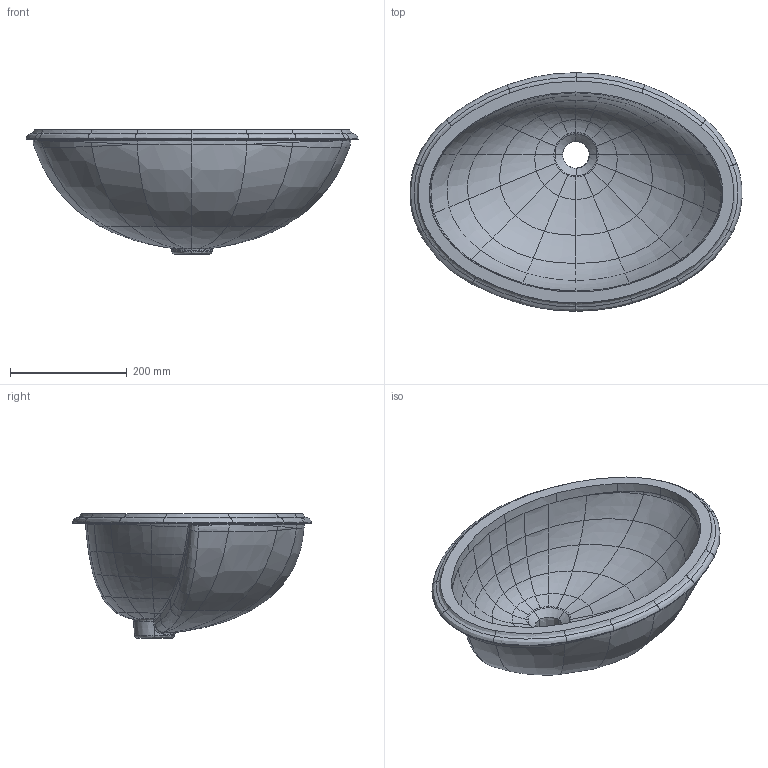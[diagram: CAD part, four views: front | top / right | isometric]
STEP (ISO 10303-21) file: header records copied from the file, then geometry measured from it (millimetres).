
FILE_DESCRIPTION(/* description */ (''),/* implementation_level */ '2;1');
FILE_NAME(/* name */ '614700_Evana_EB_50x35.stp',/* time_stamp */ '2018-07-05T08:50:28+02:00',/* author */ (''),/* organization */ (''),/* preprocessor_version */ 'ST-DEVELOPER v16',/* originating_system */ 'SIEMENS PLM Software NX 10.0',/* authorisation */ '');
FILE_SCHEMA (('AUTOMOTIVE_DESIGN { 1 0 10303 214 3 1 1 1 }'));
Length unit declared in the file: millimetre
Products named in the file (1): Sier1A5CCE26dr3b
Bounding box: 567.55 x 408 x 212.25 mm (x, y, z)
Volume: 6312795.9 mm3; surface area: 602923.5 mm2
Topology: 1 solids, 1 shells, 433 faces, 1120 edges, 687 vertices
Faces by surface type: bspline 386, plane 19, cylinder 18, cone 8, extrusion 2
Entity records: 27335 total; most frequent: CARTESIAN_POINT 20190, ORIENTED_EDGE 2238, EDGE_CURVE 1119, B_SPLINE_CURVE_WITH_KNOTS 1088, VERTEX_POINT 687, EDGE_LOOP 434, ADVANCED_FACE 433, FACE_OUTER_BOUND 432
